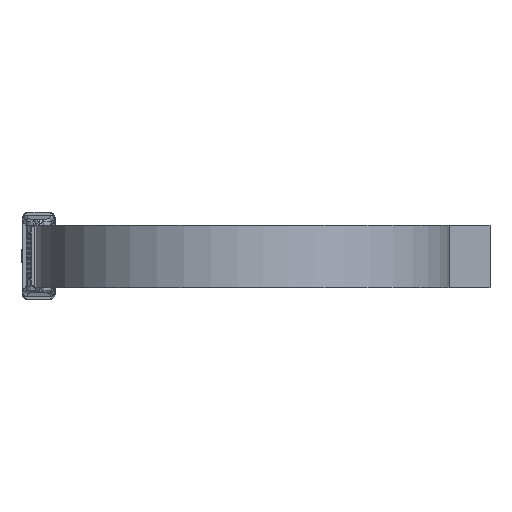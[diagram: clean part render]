
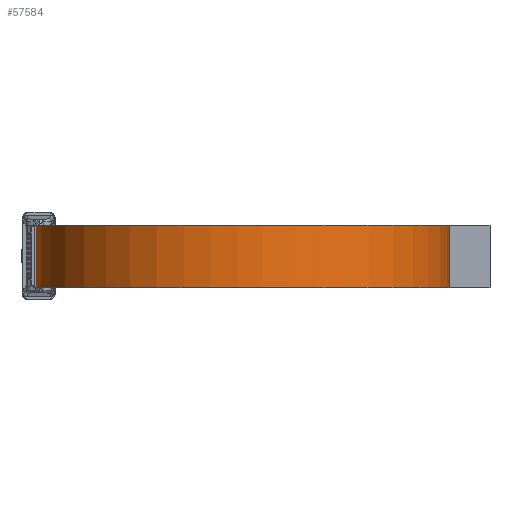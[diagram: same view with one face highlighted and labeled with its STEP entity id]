
A CAD part, left-side view. The second image highlights one B-rep face of the part: STEP entity #57584.
In plain terms, the highlighted free-form (B-spline) face has degree [2, 1] with [5, 2] control points.
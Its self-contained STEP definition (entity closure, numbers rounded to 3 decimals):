
#57465 = EDGE_CURVE('',#57466,#57468,#57470,.T.);
#57466 = VERTEX_POINT('',#57467);
#57467 = CARTESIAN_POINT('',(-235.733,-110.631,0.));
#57468 = VERTEX_POINT('',#57469);
#57469 = CARTESIAN_POINT('',(-235.733,-110.631,
    34.385));
#57470 = B_SPLINE_CURVE_WITH_KNOTS('',1,(#57471,#57472),.UNSPECIFIED.,
  .F.,.F.,(2,2),(0.,23.),.PIECEWISE_BEZIER_KNOTS.);
#57471 = CARTESIAN_POINT('',(-235.733,-110.631,0.));
#57472 = CARTESIAN_POINT('',(-235.733,-110.631,
    34.385));
#57501 = EDGE_CURVE('',#57502,#57504,#57506,.T.);
#57502 = VERTEX_POINT('',#57503);
#57503 = CARTESIAN_POINT('',(-235.733,110.631,
    34.385));
#57504 = VERTEX_POINT('',#57505);
#57505 = CARTESIAN_POINT('',(-235.733,110.631,0.));
#57506 = B_SPLINE_CURVE_WITH_KNOTS('',1,(#57507,#57508),.UNSPECIFIED.,
  .F.,.F.,(2,2),(-23.,0.),.PIECEWISE_BEZIER_KNOTS.);
#57507 = CARTESIAN_POINT('',(-235.733,110.631,
    34.385));
#57508 = CARTESIAN_POINT('',(-235.733,110.631,0.));
#57538 = EDGE_CURVE('',#57502,#57468,#57539,.T.);
#57539 = ( BOUNDED_CURVE() B_SPLINE_CURVE(2,(#57540,#57541,#57542,#57543
,#57544),.UNSPECIFIED.,.F.,.F.) B_SPLINE_CURVE_WITH_KNOTS((3,2,3),(
    1.341,3.142,4.942),
.PIECEWISE_BEZIER_KNOTS.) CURVE() GEOMETRIC_REPRESENTATION_ITEM() 
RATIONAL_B_SPLINE_CURVE((1.,0.621,1.,0.621,1.)) 
REPRESENTATION_ITEM('') );
#57540 = CARTESIAN_POINT('',(-235.733,110.631,
    34.385));
#57541 = CARTESIAN_POINT('',(-375.249,143.286,
    34.385));
#57542 = CARTESIAN_POINT('',(-375.249,0.,
    34.385));
#57543 = CARTESIAN_POINT('',(-375.249,-143.286,
    34.385));
#57544 = CARTESIAN_POINT('',(-235.733,-110.631,
    34.385));
#57584 = ADVANCED_FACE('',(#57585),#57598,.T.);
#57585 = FACE_BOUND('',#57586,.T.);
#57586 = EDGE_LOOP('',(#57587,#57588,#57596,#57597));
#57587 = ORIENTED_EDGE('',*,*,#57501,.T.);
#57588 = ORIENTED_EDGE('',*,*,#57589,.T.);
#57589 = EDGE_CURVE('',#57504,#57466,#57590,.T.);
#57590 = ( BOUNDED_CURVE() B_SPLINE_CURVE(2,(#57591,#57592,#57593,#57594
,#57595),.UNSPECIFIED.,.F.,.F.) B_SPLINE_CURVE_WITH_KNOTS((3,2,3),(
    1.341,3.142,4.942),
.PIECEWISE_BEZIER_KNOTS.) CURVE() GEOMETRIC_REPRESENTATION_ITEM() 
RATIONAL_B_SPLINE_CURVE((1.,0.621,1.,0.621,1.)) 
REPRESENTATION_ITEM('') );
#57591 = CARTESIAN_POINT('',(-235.733,110.631,0.));
#57592 = CARTESIAN_POINT('',(-375.249,143.286,0.));
#57593 = CARTESIAN_POINT('',(-375.249,0.,0.));
#57594 = CARTESIAN_POINT('',(-375.249,-143.286,0.));
#57595 = CARTESIAN_POINT('',(-235.733,-110.631,0.));
#57596 = ORIENTED_EDGE('',*,*,#57465,.T.);
#57597 = ORIENTED_EDGE('',*,*,#57538,.F.);
#57598 = ( BOUNDED_SURFACE() B_SPLINE_SURFACE(2,1,(
    (#57599,#57600)
    ,(#57601,#57602)
    ,(#57603,#57604)
    ,(#57605,#57606)
    ,(#57607,#57608
)),.UNSPECIFIED.,.F.,.F.,.F.) B_SPLINE_SURFACE_WITH_KNOTS((3,2,3),(2,2),
  (4.482,6.283,8.084),(0.,23.),
.PIECEWISE_BEZIER_KNOTS.) GEOMETRIC_REPRESENTATION_ITEM() 
RATIONAL_B_SPLINE_SURFACE((
    (1.,1.)
    ,(0.621,0.621)
    ,(1.,1.)
    ,(0.621,0.621)
,(1.,1.))) REPRESENTATION_ITEM('') SURFACE() );
#57599 = CARTESIAN_POINT('',(-235.733,110.631,0.));
#57600 = CARTESIAN_POINT('',(-235.733,110.631,
    34.385));
#57601 = CARTESIAN_POINT('',(-375.249,143.286,0.));
#57602 = CARTESIAN_POINT('',(-375.249,143.286,
    34.385));
#57603 = CARTESIAN_POINT('',(-375.249,0.,0.));
#57604 = CARTESIAN_POINT('',(-375.249,0.,
    34.385));
#57605 = CARTESIAN_POINT('',(-375.249,-143.286,0.));
#57606 = CARTESIAN_POINT('',(-375.249,-143.286,
    34.385));
#57607 = CARTESIAN_POINT('',(-235.733,-110.631,0.));
#57608 = CARTESIAN_POINT('',(-235.733,-110.631,
    34.385));
